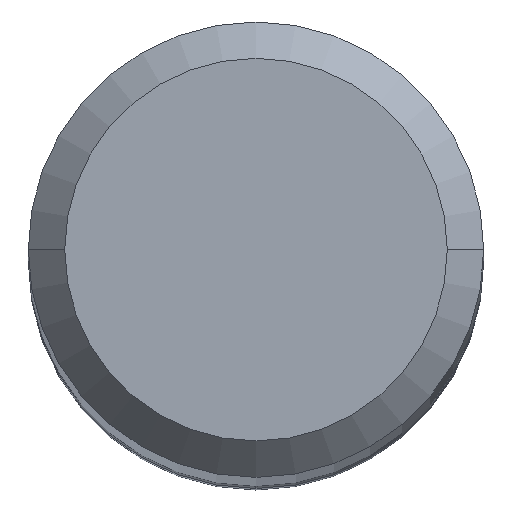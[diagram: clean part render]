
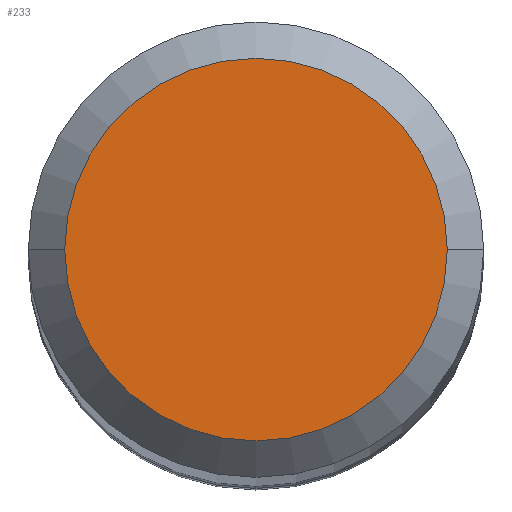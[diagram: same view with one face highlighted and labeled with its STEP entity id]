
A CAD part, top view. The second image highlights one B-rep face of the part: STEP entity #233.
In plain terms, the highlighted planar face has unit normal (0, 0, 1).
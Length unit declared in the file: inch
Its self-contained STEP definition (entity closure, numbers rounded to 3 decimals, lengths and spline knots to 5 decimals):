
#18 = AXIS2_PLACEMENT_3D ( 'NONE', #399, #77, #192 ) ;
#53 = DIRECTION ( 'NONE',  ( 0., 0., 1. ) ) ;
#77 = DIRECTION ( 'NONE',  ( 0., 0., 1. ) ) ;
#90 = CARTESIAN_POINT ( 'NONE',  ( 0., 0.105, 0. ) ) ;
#91 = CARTESIAN_POINT ( 'NONE',  ( 0., 0., 0. ) ) ;
#93 = ORIENTED_EDGE ( 'NONE', *, *, #251, .T. ) ;
#103 = AXIS2_PLACEMENT_3D ( 'NONE', #91, #53, #391 ) ;
#134 = PLANE ( 'NONE',  #182 ) ;
#182 = AXIS2_PLACEMENT_3D ( 'NONE', #90, #386, #428 ) ;
#192 = DIRECTION ( 'NONE',  ( 1., 0., 0. ) ) ;
#199 = CIRCLE ( 'NONE', #103, 0.105 ) ;
#233 = ADVANCED_FACE ( 'NONE', ( #530 ), #134, .F. ) ;
#251 = EDGE_CURVE ( 'NONE', #540, #404, #199, .T. ) ;
#321 = EDGE_CURVE ( 'NONE', #404, #540, #330, .T. ) ;
#330 = CIRCLE ( 'NONE', #18, 0.105 ) ;
#355 = EDGE_LOOP ( 'NONE', ( #385, #93 ) ) ;
#385 = ORIENTED_EDGE ( 'NONE', *, *, #321, .T. ) ;
#386 = DIRECTION ( 'NONE',  ( 0., 0., -1. ) ) ;
#391 = DIRECTION ( 'NONE',  ( 1., 0., 0. ) ) ;
#399 = CARTESIAN_POINT ( 'NONE',  ( 0., 0., 0. ) ) ;
#404 = VERTEX_POINT ( 'NONE', #545 ) ;
#428 = DIRECTION ( 'NONE',  ( -1., 0., 0. ) ) ;
#458 = CARTESIAN_POINT ( 'NONE',  ( 0.105, 0., 0. ) ) ;
#530 = FACE_OUTER_BOUND ( 'NONE', #355, .T. ) ;
#540 = VERTEX_POINT ( 'NONE', #458 ) ;
#545 = CARTESIAN_POINT ( 'NONE',  ( -0.105, 0., 0. ) ) ;
